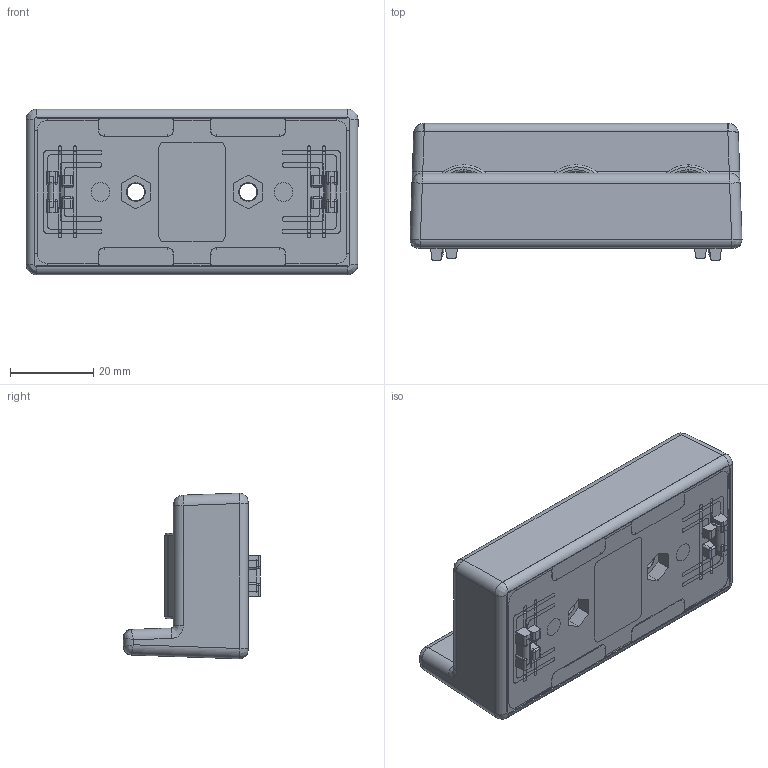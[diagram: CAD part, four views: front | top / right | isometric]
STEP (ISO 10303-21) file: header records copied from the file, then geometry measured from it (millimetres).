
FILE_DESCRIPTION (( 'STEP AP203' ), '1' );
FILE_NAME ('AL-391.0200A.01.STEP', '2025-03-27T06:41:42', ( '' ), ( '' ), 'SwSTEP 2.0', 'SolidWorks 2021', '' );
FILE_SCHEMA (( 'CONFIG_CONTROL_DESIGN' ));
Length unit declared in the file: millimetre
Products named in the file (1): AL-391.0200A.01
Bounding box: 79.86 x 33 x 39.86 mm (x, y, z)
Volume: 65480.3 mm3; surface area: 43531.8 mm2
Topology: 2 solids, 2 shells, 1348 faces, 3773 edges, 2394 vertices
Faces by surface type: plane 601, cylinder 485, bspline 236, cone 26
Entity records: 57663 total; most frequent: CARTESIAN_POINT 27022, ORIENTED_EDGE 7526, DIRECTION 4865, EDGE_CURVE 3763, VERTEX_POINT 2394, LINE 1843, VECTOR 1843, AXIS2_PLACEMENT_3D 1511
